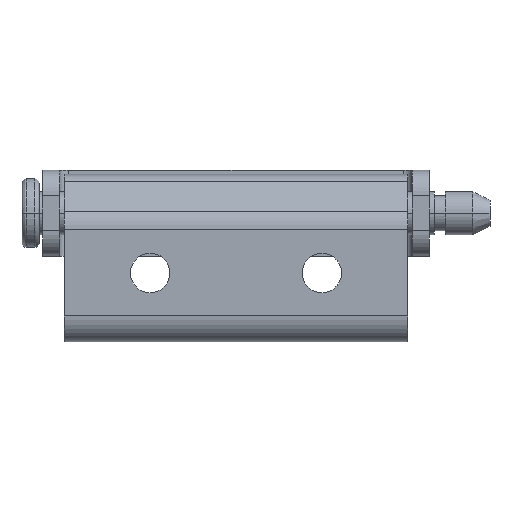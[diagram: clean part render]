
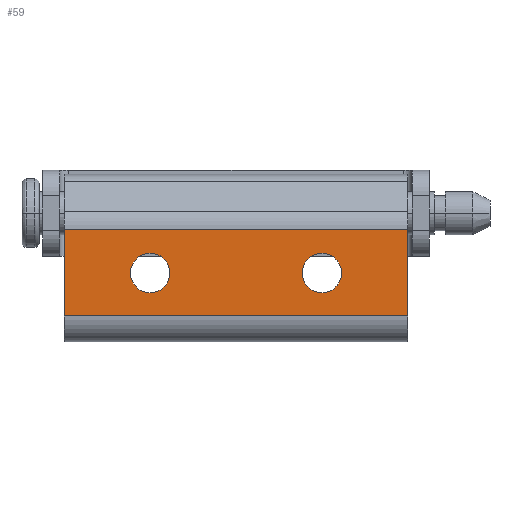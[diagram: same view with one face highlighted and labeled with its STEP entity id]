
A CAD part, top view. The second image highlights one B-rep face of the part: STEP entity #59.
In plain terms, the highlighted planar face has unit normal (0, 0, 1).
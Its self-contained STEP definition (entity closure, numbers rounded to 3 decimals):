
#30=FACE_BOUND('',#208,.T.);
#31=FACE_BOUND('',#209,.T.);
#59=ADVANCED_FACE('',(#132,#30,#31),#1260,.T.);
#132=FACE_OUTER_BOUND('',#207,.T.);
#207=EDGE_LOOP('',(#349,#350,#351,#352));
#208=EDGE_LOOP('',(#353,#354));
#209=EDGE_LOOP('',(#355,#356));
#349=ORIENTED_EDGE('',*,*,#690,.T.);
#350=ORIENTED_EDGE('',*,*,#691,.T.);
#351=ORIENTED_EDGE('',*,*,#692,.F.);
#352=ORIENTED_EDGE('',*,*,#688,.F.);
#353=ORIENTED_EDGE('',*,*,#696,.T.);
#354=ORIENTED_EDGE('',*,*,#709,.T.);
#355=ORIENTED_EDGE('',*,*,#699,.T.);
#356=ORIENTED_EDGE('',*,*,#712,.T.);
#688=EDGE_CURVE('',#1123,#1124,#829,.T.);
#690=EDGE_CURVE('',#1123,#1125,#1061,.T.);
#691=EDGE_CURVE('',#1125,#1126,#1062,.T.);
#692=EDGE_CURVE('',#1124,#1126,#1063,.T.);
#696=EDGE_CURVE('',#1128,#1139,#870,.T.);
#699=EDGE_CURVE('',#1130,#1141,#872,.T.);
#709=EDGE_CURVE('',#1139,#1128,#878,.T.);
#712=EDGE_CURVE('',#1141,#1130,#880,.T.);
#829=(
BOUNDED_CURVE()
B_SPLINE_CURVE(1,(#1949,#1950),.UNSPECIFIED.,.F.,.F.)
B_SPLINE_CURVE_WITH_KNOTS((2,2),(0.,40.),.UNSPECIFIED.)
CURVE()
GEOMETRIC_REPRESENTATION_ITEM()
RATIONAL_B_SPLINE_CURVE((1.,1.))
REPRESENTATION_ITEM('')
);
#870=TRIMMED_CURVE($,#960,(#1970),(#1971),.T.,.CARTESIAN.);
#872=TRIMMED_CURVE($,#962,(#1978),(#1979),.T.,.CARTESIAN.);
#878=TRIMMED_CURVE($,#968,(#2004),(#2005),.T.,.CARTESIAN.);
#880=TRIMMED_CURVE($,#970,(#2012),(#2013),.T.,.CARTESIAN.);
#960=CIRCLE('',#1409,2.3);
#962=CIRCLE('',#1411,2.3);
#968=CIRCLE('',#1417,2.3);
#970=CIRCLE('',#1419,2.3);
#1061=B_SPLINE_CURVE_WITH_KNOTS('',1,(#1954,#1955),.UNSPECIFIED.,.F.,.F.,
(2,2),(-11.8,-1.712),.UNSPECIFIED.);
#1062=B_SPLINE_CURVE_WITH_KNOTS('',1,(#1956,#1957),.UNSPECIFIED.,.F.,.F.,
(2,2),(0.,40.),.UNSPECIFIED.);
#1063=B_SPLINE_CURVE_WITH_KNOTS('',1,(#1958,#1959),.UNSPECIFIED.,.F.,.F.,
(2,2),(-11.8,-1.712),.UNSPECIFIED.);
#1123=VERTEX_POINT('',#1822);
#1124=VERTEX_POINT('',#1823);
#1125=VERTEX_POINT('',#1824);
#1126=VERTEX_POINT('',#1825);
#1128=VERTEX_POINT('',#1827);
#1130=VERTEX_POINT('',#1829);
#1139=VERTEX_POINT('',#1838);
#1141=VERTEX_POINT('',#1840);
#1260=PLANE('',#1382);
#1382=AXIS2_PLACEMENT_3D('',#1784,#1538,$);
#1409=AXIS2_PLACEMENT_3D($,#1969,#1582,#1583);
#1411=AXIS2_PLACEMENT_3D($,#1977,#1586,#1587);
#1417=AXIS2_PLACEMENT_3D($,#2003,#1598,#1599);
#1419=AXIS2_PLACEMENT_3D($,#2011,#1602,#1603);
#1538=DIRECTION('',(0.,0.,1.));
#1582=DIRECTION('',(0.,0.,-1.));
#1583=DIRECTION('',(1.,0.,0.));
#1586=DIRECTION('',(0.,0.,-1.));
#1587=DIRECTION('',(-1.,0.,0.));
#1598=DIRECTION('',(0.,0.,-1.));
#1599=DIRECTION('',(-1.,0.,0.));
#1602=DIRECTION('',(0.,0.,-1.));
#1603=DIRECTION('',(1.,0.,0.));
#1784=CARTESIAN_POINT('',(-4.008,-1.912,25.33));
#1822=CARTESIAN_POINT('',(-4.008,-1.912,25.33));
#1823=CARTESIAN_POINT('',(35.992,-1.912,25.33));
#1824=CARTESIAN_POINT('',(-4.008,-11.999,25.33));
#1825=CARTESIAN_POINT('',(35.992,-11.999,25.33));
#1827=CARTESIAN_POINT('',(8.292,-6.999,25.33));
#1829=CARTESIAN_POINT('',(23.692,-6.999,25.33));
#1838=CARTESIAN_POINT('',(3.692,-6.999,25.33));
#1840=CARTESIAN_POINT('',(28.292,-6.999,25.33));
#1949=CARTESIAN_POINT('',(-4.008,-1.912,25.33));
#1950=CARTESIAN_POINT('',(35.992,-1.912,25.33));
#1954=CARTESIAN_POINT('',(-4.008,-1.912,25.33));
#1955=CARTESIAN_POINT('',(-4.008,-11.999,25.33));
#1956=CARTESIAN_POINT('',(-4.008,-11.999,25.33));
#1957=CARTESIAN_POINT('',(35.992,-11.999,25.33));
#1958=CARTESIAN_POINT('',(35.992,-1.912,25.33));
#1959=CARTESIAN_POINT('',(35.992,-11.999,25.33));
#1969=CARTESIAN_POINT('',(5.992,-6.999,25.33));
#1970=CARTESIAN_POINT('',(8.292,-6.999,25.33));
#1971=CARTESIAN_POINT('',(3.692,-6.999,25.33));
#1977=CARTESIAN_POINT('',(25.992,-6.999,25.33));
#1978=CARTESIAN_POINT('',(23.692,-6.999,25.33));
#1979=CARTESIAN_POINT('',(28.292,-6.999,25.33));
#2003=CARTESIAN_POINT('',(5.992,-6.999,25.33));
#2004=CARTESIAN_POINT('',(3.692,-6.999,25.33));
#2005=CARTESIAN_POINT('',(8.292,-6.999,25.33));
#2011=CARTESIAN_POINT('',(25.992,-6.999,25.33));
#2012=CARTESIAN_POINT('',(28.292,-6.999,25.33));
#2013=CARTESIAN_POINT('',(23.692,-6.999,25.33));
